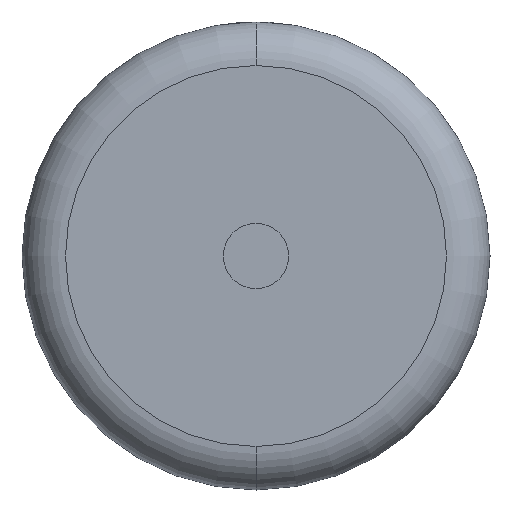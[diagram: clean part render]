
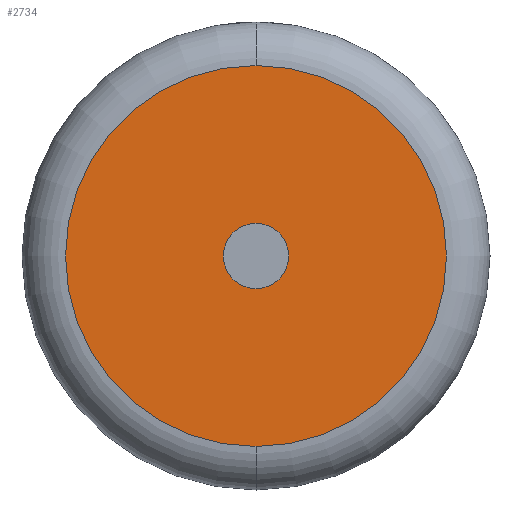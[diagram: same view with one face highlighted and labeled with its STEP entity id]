
A CAD part, front view. The second image highlights one B-rep face of the part: STEP entity #2734.
In plain terms, the highlighted planar face has unit normal (0, -1, 0).
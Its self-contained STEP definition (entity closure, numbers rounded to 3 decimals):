
#99 = VERTEX_POINT ( 'NONE', #2831 ) ;
#138 = EDGE_LOOP ( 'NONE', ( #4005, #874 ) ) ;
#262 = CARTESIAN_POINT ( 'NONE',  ( 0., 0., 6. ) ) ;
#265 = CIRCLE ( 'NONE', #4661, 35.002 ) ;
#290 = AXIS2_PLACEMENT_3D ( 'NONE', #2976, #4195, #4478 ) ;
#425 = CARTESIAN_POINT ( 'NONE',  ( 0., 0., -35.002 ) ) ;
#553 = CARTESIAN_POINT ( 'NONE',  ( 0., 0., 0. ) ) ;
#632 = DIRECTION ( 'NONE',  ( 0., 0., 1. ) ) ;
#699 = AXIS2_PLACEMENT_3D ( 'NONE', #2105, #2537, #632 ) ;
#719 = EDGE_CURVE ( 'NONE', #1695, #3944, #265, .T. ) ;
#781 = ORIENTED_EDGE ( 'NONE', *, *, #719, .T. ) ;
#874 = ORIENTED_EDGE ( 'NONE', *, *, #4278, .F. ) ;
#945 = CIRCLE ( 'NONE', #699, 6. ) ;
#953 = DIRECTION ( 'NONE',  ( 0., 0., 1. ) ) ;
#1206 = CARTESIAN_POINT ( 'NONE',  ( 0., 0., 35.002 ) ) ;
#1524 = VERTEX_POINT ( 'NONE', #262 ) ;
#1558 = ORIENTED_EDGE ( 'NONE', *, *, #1880, .T. ) ;
#1695 = VERTEX_POINT ( 'NONE', #1206 ) ;
#1880 = EDGE_CURVE ( 'NONE', #3944, #1695, #4690, .T. ) ;
#1995 = FACE_OUTER_BOUND ( 'NONE', #3495, .T. ) ;
#2105 = CARTESIAN_POINT ( 'NONE',  ( 0., 0., 0. ) ) ;
#2537 = DIRECTION ( 'NONE',  ( 0., -1., 0. ) ) ;
#2539 = CIRCLE ( 'NONE', #4377, 6. ) ;
#2564 = DIRECTION ( 'NONE',  ( 0., 0., 1. ) ) ;
#2639 = PLANE ( 'NONE',  #3003 ) ;
#2734 = ADVANCED_FACE ( 'NONE', ( #1995, #3530 ), #2639, .F. ) ;
#2831 = CARTESIAN_POINT ( 'NONE',  ( 0., 0., -6. ) ) ;
#2976 = CARTESIAN_POINT ( 'NONE',  ( 0., 0., 0. ) ) ;
#3003 = AXIS2_PLACEMENT_3D ( 'NONE', #4863, #3987, #2564 ) ;
#3261 = DIRECTION ( 'NONE',  ( 0., 0., 1. ) ) ;
#3495 = EDGE_LOOP ( 'NONE', ( #781, #1558 ) ) ;
#3530 = FACE_BOUND ( 'NONE', #138, .T. ) ;
#3661 = DIRECTION ( 'NONE',  ( 0., -1., 0. ) ) ;
#3944 = VERTEX_POINT ( 'NONE', #425 ) ;
#3966 = DIRECTION ( 'NONE',  ( 0., -1., 0. ) ) ;
#3987 = DIRECTION ( 'NONE',  ( 0., 1., 0. ) ) ;
#4005 = ORIENTED_EDGE ( 'NONE', *, *, #4775, .F. ) ;
#4195 = DIRECTION ( 'NONE',  ( 0., -1., 0. ) ) ;
#4278 = EDGE_CURVE ( 'NONE', #99, #1524, #2539, .T. ) ;
#4311 = CARTESIAN_POINT ( 'NONE',  ( 0., 0., 0. ) ) ;
#4377 = AXIS2_PLACEMENT_3D ( 'NONE', #4311, #3966, #3261 ) ;
#4478 = DIRECTION ( 'NONE',  ( 0., 0., 1. ) ) ;
#4661 = AXIS2_PLACEMENT_3D ( 'NONE', #553, #3661, #953 ) ;
#4690 = CIRCLE ( 'NONE', #290, 35.002 ) ;
#4775 = EDGE_CURVE ( 'NONE', #1524, #99, #945, .T. ) ;
#4863 = CARTESIAN_POINT ( 'NONE',  ( 0., 0., 0. ) ) ;
